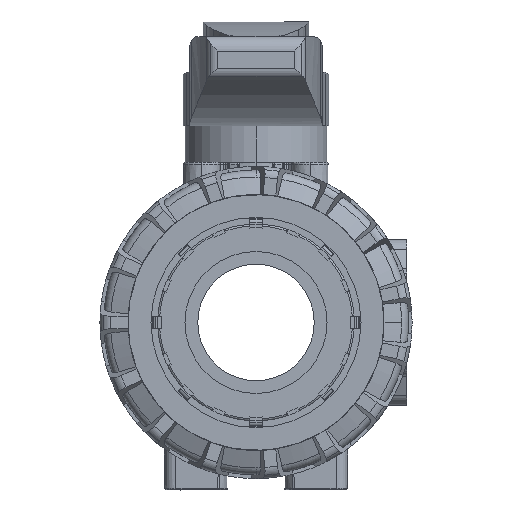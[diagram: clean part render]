
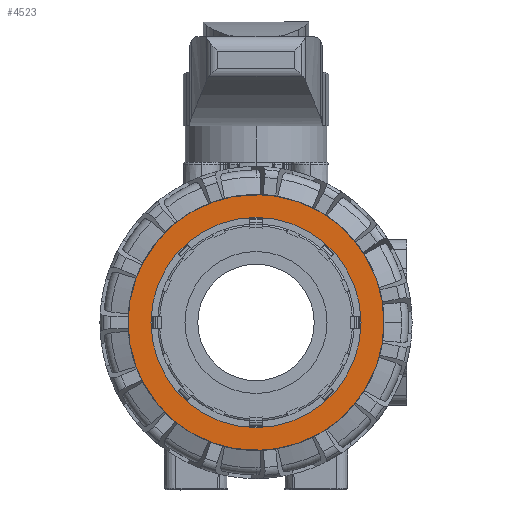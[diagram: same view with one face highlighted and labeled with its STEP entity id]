
A CAD part, left-side view. The second image highlights one B-rep face of the part: STEP entity #4523.
In plain terms, the highlighted planar face has unit normal (-1, 0, 0).
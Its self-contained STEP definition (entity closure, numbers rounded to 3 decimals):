
#4523=ADVANCED_FACE('',(#9692,#9693),#9694,.T.);
#9692=FACE_BOUND('',#28444,.T.);
#9693=FACE_OUTER_BOUND('',#28445,.T.);
#9694=PLANE('',#28446);
#28444=EDGE_LOOP('',(#41303,#41304));
#28445=EDGE_LOOP('',(#41305,#41306));
#28446=AXIS2_PLACEMENT_3D('',#41307,#41308,#41309);
#41303=ORIENTED_EDGE('',*,*,#52132,.T.);
#41304=ORIENTED_EDGE('',*,*,#51006,.T.);
#41305=ORIENTED_EDGE('',*,*,#51001,.T.);
#41306=ORIENTED_EDGE('',*,*,#52181,.T.);
#41307=CARTESIAN_POINT('',(483.777,191.829,0.0));
#41308=DIRECTION('',(-1.0,0.0,0.0));
#41309=DIRECTION('',(0.0,0.0,1.0));
#51001=EDGE_CURVE('',#59305,#59369,#59371,.T.);
#51006=EDGE_CURVE('',#59374,#59378,#59380,.T.);
#52132=EDGE_CURVE('',#59378,#59374,#61085,.T.);
#52181=EDGE_CURVE('',#59369,#59305,#61137,.T.);
#59305=VERTEX_POINT('',#77454);
#59369=VERTEX_POINT('',#77519);
#59371=CIRCLE('',#77522,35.15);
#59374=VERTEX_POINT('',#77525);
#59378=VERTEX_POINT('',#77530);
#59380=CIRCLE('',#77533,28.85);
#61085=CIRCLE('',#80356,28.85);
#61137=CIRCLE('',#80487,35.15);
#77454=CARTESIAN_POINT('',(483.777,156.679,0.0));
#77519=CARTESIAN_POINT('',(483.777,226.979,0.));
#77522=AXIS2_PLACEMENT_3D('',#91163,#91164,#91165);
#77525=CARTESIAN_POINT('',(483.777,191.829,-28.85));
#77530=CARTESIAN_POINT('',(483.777,191.829,28.85));
#77533=AXIS2_PLACEMENT_3D('',#91171,#91172,#91173);
#80356=AXIS2_PLACEMENT_3D('',#92754,#92755,#92756);
#80487=AXIS2_PLACEMENT_3D('',#92782,#92783,#92784);
#91163=CARTESIAN_POINT('',(483.777,191.829,0.0));
#91164=DIRECTION('',(-1.0,0.0,0.0));
#91165=DIRECTION('',(0.0,0.0,1.0));
#91171=CARTESIAN_POINT('',(483.777,191.829,0.0));
#91172=DIRECTION('',(1.0,0.0,0.0));
#91173=DIRECTION('',(0.0,0.0,-1.0));
#92754=CARTESIAN_POINT('',(483.777,191.829,0.0));
#92755=DIRECTION('',(1.0,0.0,0.0));
#92756=DIRECTION('',(0.0,0.0,-1.0));
#92782=CARTESIAN_POINT('',(483.777,191.829,0.0));
#92783=DIRECTION('',(-1.0,0.0,0.0));
#92784=DIRECTION('',(0.0,0.0,1.0));
